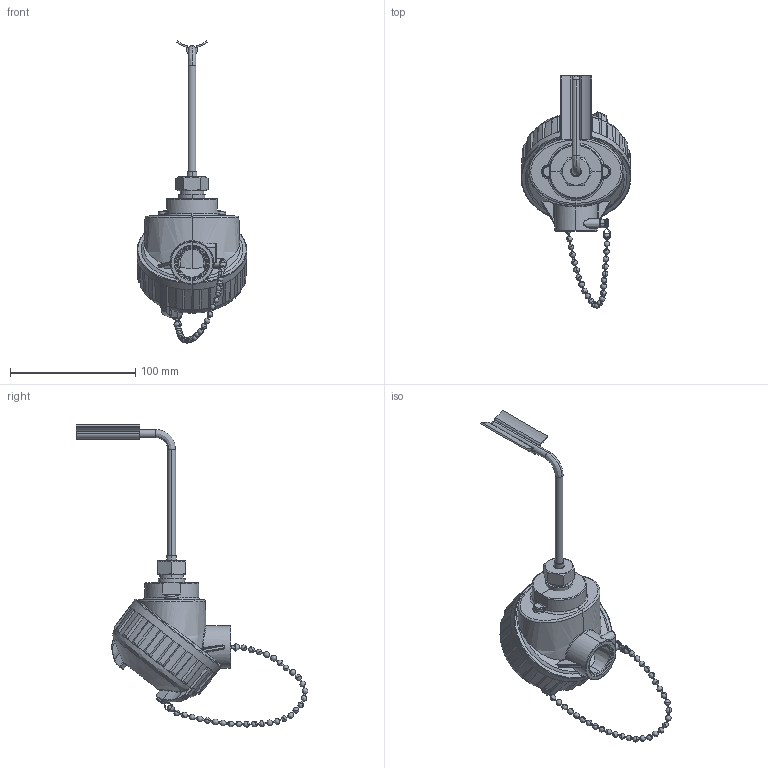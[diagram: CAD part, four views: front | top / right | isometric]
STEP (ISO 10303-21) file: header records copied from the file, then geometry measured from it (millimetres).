
FILE_DESCRIPTION (( 'STEP AP214' ), '1' );
FILE_NAME ('RTD1-HT34-01.STEP', '2021-06-09T11:59:55', ( '' ), ( '' ), 'SwSTEP 2.0', 'SolidWorks 2017', '' );
FILE_SCHEMA (( 'AUTOMOTIVE_DESIGN' ));
Length unit declared in the file: inch
Products named in the file (1): RTD1-HT34-01
Bounding box: 87.63 x 184.98 x 241.25 mm (x, y, z)
Volume: 348436.5 mm3; surface area: 47834.7 mm2
Topology: 73 solids, 77 shells, 738 faces, 1856 edges, 1134 vertices
Faces by surface type: bspline 250, plane 231, cylinder 149, cone 97, torus 11
Entity records: 36828 total; most frequent: CARTESIAN_POINT 20807, ORIENTED_EDGE 3424, DIRECTION 2477, EDGE_CURVE 1712, VERTEX_POINT 1134, AXIS2_PLACEMENT_3D 1025, EDGE_LOOP 762, FACE_OUTER_BOUND 738
